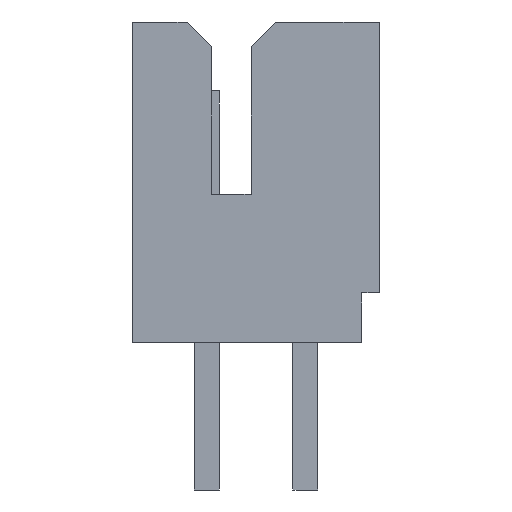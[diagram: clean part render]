
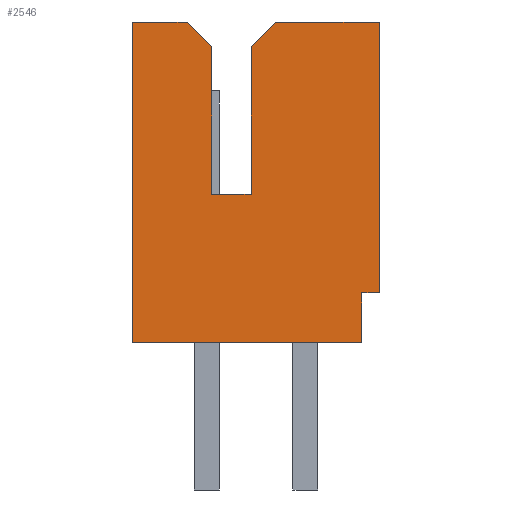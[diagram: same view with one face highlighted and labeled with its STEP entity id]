
A CAD part, left-side view. The second image highlights one B-rep face of the part: STEP entity #2546.
In plain terms, the highlighted planar face has unit normal (-1, 0, 0).
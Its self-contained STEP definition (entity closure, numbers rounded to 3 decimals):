
#92=DIRECTION('',(0.,-1.,0.));
#93=VECTOR('',#92,2.1);
#94=CARTESIAN_POINT('',(-6.,-0.4,0.));
#95=LINE('',#94,#93);
#124=DIRECTION('',(0.,-1.,0.));
#125=VECTOR('',#124,1.1);
#126=CARTESIAN_POINT('',(-6.,2.5,0.));
#127=LINE('',#126,#125);
#168=DIRECTION('',(0.,0.707,-0.707));
#169=VECTOR('',#168,0.707);
#170=CARTESIAN_POINT('',(-6.,-0.4,0.));
#171=LINE('',#170,#169);
#172=DIRECTION('',(0.,1.,0.));
#173=VECTOR('',#172,0.35);
#174=CARTESIAN_POINT('',(-6.,-2.5,-5.5));
#175=LINE('',#174,#173);
#176=DIRECTION('',(0.,0.,1.));
#177=VECTOR('',#176,1.);
#178=CARTESIAN_POINT('',(-6.,-2.15,-6.5));
#179=LINE('',#178,#177);
#180=DIRECTION('',(0.,0.,-1.));
#181=VECTOR('',#180,6.5);
#182=CARTESIAN_POINT('',(-6.,2.5,0.));
#183=LINE('',#182,#181);
#184=DIRECTION('',(0.,0.707,0.707));
#185=VECTOR('',#184,0.707);
#186=CARTESIAN_POINT('',(-6.,0.9,-0.5));
#187=LINE('',#186,#185);
#188=DIRECTION('',(0.,0.,1.));
#189=VECTOR('',#188,3.);
#190=CARTESIAN_POINT('',(-6.,0.9,-3.5));
#191=LINE('',#190,#189);
#192=DIRECTION('',(0.,1.,0.));
#193=VECTOR('',#192,0.8);
#194=CARTESIAN_POINT('',(-6.,0.1,-3.5));
#195=LINE('',#194,#193);
#196=DIRECTION('',(0.,0.,-1.));
#197=VECTOR('',#196,3.);
#198=CARTESIAN_POINT('',(-6.,0.1,-0.5));
#199=LINE('',#198,#197);
#232=DIRECTION('',(0.,0.,-1.));
#233=VECTOR('',#232,5.5);
#234=CARTESIAN_POINT('',(-6.,-2.5,0.));
#235=LINE('',#234,#233);
#952=DIRECTION('',(0.,-1.,0.));
#953=VECTOR('',#952,4.65);
#954=CARTESIAN_POINT('',(-6.,2.5,-6.5));
#955=LINE('',#954,#953);
#1829=CARTESIAN_POINT('',(-6.,2.5,-6.5));
#1831=VERTEX_POINT('',#1829);
#1832=CARTESIAN_POINT('',(-6.,2.5,0.));
#1833=VERTEX_POINT('',#1832);
#1916=CARTESIAN_POINT('',(-6.,-2.15,-6.5));
#1917=VERTEX_POINT('',#1916);
#1984=CARTESIAN_POINT('',(-6.,-0.4,0.));
#1986=VERTEX_POINT('',#1984);
#1992=CARTESIAN_POINT('',(-6.,1.4,0.));
#1994=VERTEX_POINT('',#1992);
#2000=CARTESIAN_POINT('',(-6.,0.1,-0.5));
#2001=VERTEX_POINT('',#2000);
#2002=CARTESIAN_POINT('',(-6.,0.1,-3.5));
#2003=VERTEX_POINT('',#2002);
#2004=CARTESIAN_POINT('',(-6.,0.9,-3.5));
#2005=VERTEX_POINT('',#2004);
#2006=CARTESIAN_POINT('',(-6.,0.9,-0.5));
#2007=VERTEX_POINT('',#2006);
#2032=CARTESIAN_POINT('',(-6.,-2.5,0.));
#2033=VERTEX_POINT('',#2032);
#2314=CARTESIAN_POINT('',(-6.,-2.15,-5.5));
#2315=VERTEX_POINT('',#2314);
#2316=CARTESIAN_POINT('',(-6.,-2.5,-5.5));
#2317=VERTEX_POINT('',#2316);
#2518=CARTESIAN_POINT('',(-6.,2.5,0.));
#2519=DIRECTION('',(-1.,0.,0.));
#2520=DIRECTION('',(0.,-1.,0.));
#2521=AXIS2_PLACEMENT_3D('',#2518,#2519,#2520);
#2522=PLANE('',#2521);
#2523=ORIENTED_EDGE('',*,*,#2494,.F.);
#2524=ORIENTED_EDGE('',*,*,#2423,.T.);
#2526=ORIENTED_EDGE('',*,*,#2525,.T.);
#2528=ORIENTED_EDGE('',*,*,#2527,.T.);
#2530=ORIENTED_EDGE('',*,*,#2529,.F.);
#2532=ORIENTED_EDGE('',*,*,#2531,.F.);
#2534=ORIENTED_EDGE('',*,*,#2533,.F.);
#2535=ORIENTED_EDGE('',*,*,#2455,.T.);
#2537=ORIENTED_EDGE('',*,*,#2536,.F.);
#2539=ORIENTED_EDGE('',*,*,#2538,.F.);
#2541=ORIENTED_EDGE('',*,*,#2540,.F.);
#2543=ORIENTED_EDGE('',*,*,#2542,.F.);
#2544=EDGE_LOOP('',(#2523,#2524,#2526,#2528,#2530,#2532,#2534,#2535,#2537,#2539,
#2541,#2543));
#2545=FACE_OUTER_BOUND('',#2544,.F.);
#2546=ADVANCED_FACE('',(#2545),#2522,.T.);
#2423=EDGE_CURVE('',#1986,#2033,#95,.T.);
#2455=EDGE_CURVE('',#1833,#1994,#127,.T.);
#2494=EDGE_CURVE('',#1986,#2001,#171,.T.);
#2525=EDGE_CURVE('',#2033,#2317,#235,.T.);
#2527=EDGE_CURVE('',#2317,#2315,#175,.T.);
#2529=EDGE_CURVE('',#1917,#2315,#179,.T.);
#2531=EDGE_CURVE('',#1831,#1917,#955,.T.);
#2533=EDGE_CURVE('',#1833,#1831,#183,.T.);
#2536=EDGE_CURVE('',#2007,#1994,#187,.T.);
#2538=EDGE_CURVE('',#2005,#2007,#191,.T.);
#2540=EDGE_CURVE('',#2003,#2005,#195,.T.);
#2542=EDGE_CURVE('',#2001,#2003,#199,.T.);
